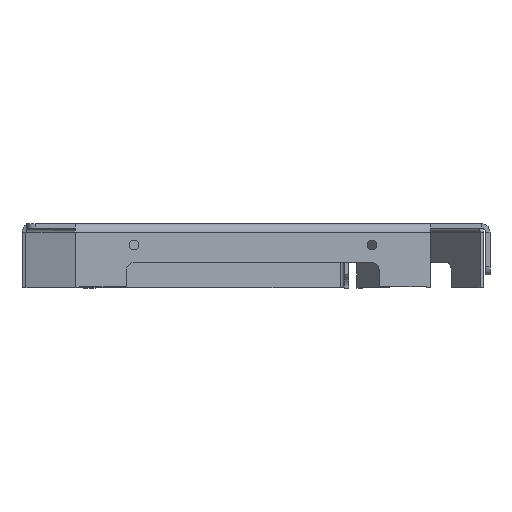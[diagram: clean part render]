
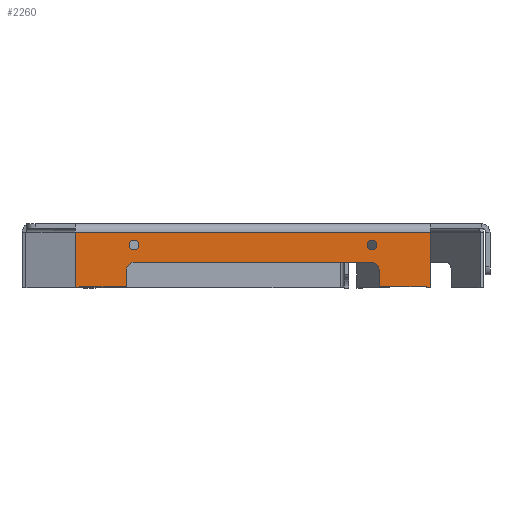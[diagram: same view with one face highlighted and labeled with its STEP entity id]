
A CAD part, top view. The second image highlights one B-rep face of the part: STEP entity #2260.
In plain terms, the highlighted planar face has unit normal (0, 0, 1).
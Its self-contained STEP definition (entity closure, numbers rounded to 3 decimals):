
#55=FACE_BOUND('',#316,.T.);
#56=FACE_BOUND('',#317,.T.);
#57=FACE_BOUND('',#318,.T.);
#93=CIRCLE('',#2399,5.75);
#94=CIRCLE('',#2400,5.75);
#95=CIRCLE('',#2401,10.);
#96=CIRCLE('',#2402,10.);
#316=EDGE_LOOP('',(#1568));
#317=EDGE_LOOP('',(#1569));
#318=EDGE_LOOP('',(#1570,#1571,#1572,#1573,#1574,#1575,#1576,#1577,#1578,
#1579,#1580,#1581,#1582,#1583));
#466=LINE('',#3275,#713);
#468=LINE('',#3281,#715);
#473=LINE('',#3290,#720);
#475=LINE('',#3295,#722);
#517=LINE('',#3390,#764);
#520=LINE('',#3396,#767);
#521=LINE('',#3405,#768);
#522=LINE('',#3408,#769);
#523=LINE('',#3410,#770);
#524=LINE('',#3412,#771);
#525=LINE('',#3414,#772);
#526=LINE('',#3415,#773);
#713=VECTOR('',#2598,55.);
#715=VECTOR('',#2602,55.);
#720=VECTOR('',#2609,0.833);
#722=VECTOR('',#2613,0.833);
#764=VECTOR('',#2685,19.167);
#767=VECTOR('',#2690,5.);
#768=VECTOR('',#2699,277.836);
#769=VECTOR('',#2702,19.167);
#770=VECTOR('',#2703,65.);
#771=VECTOR('',#2704,417.836);
#772=VECTOR('',#2705,65.);
#773=VECTOR('',#2706,5.);
#958=VERTEX_POINT('',#3269);
#960=VERTEX_POINT('',#3273);
#961=VERTEX_POINT('',#3277);
#963=VERTEX_POINT('',#3280);
#966=VERTEX_POINT('',#3287);
#967=VERTEX_POINT('',#3292);
#1006=VERTEX_POINT('',#3388);
#1008=VERTEX_POINT('',#3394);
#1009=VERTEX_POINT('',#3398);
#1010=VERTEX_POINT('',#3400);
#1011=VERTEX_POINT('',#3402);
#1012=VERTEX_POINT('',#3404);
#1013=VERTEX_POINT('',#3406);
#1014=VERTEX_POINT('',#3409);
#1015=VERTEX_POINT('',#3411);
#1016=VERTEX_POINT('',#3413);
#1170=EDGE_CURVE('',#958,#960,#466,.T.);
#1172=EDGE_CURVE('',#963,#961,#468,.T.);
#1177=EDGE_CURVE('',#966,#963,#473,.T.);
#1179=EDGE_CURVE('',#960,#967,#475,.T.);
#1225=EDGE_CURVE('',#961,#1006,#517,.T.);
#1228=EDGE_CURVE('',#1008,#967,#520,.T.);
#1229=EDGE_CURVE('',#1009,#1009,#93,.T.);
#1230=EDGE_CURVE('',#1010,#1010,#94,.T.);
#1231=EDGE_CURVE('',#1011,#1006,#95,.T.);
#1232=EDGE_CURVE('',#1011,#1012,#521,.T.);
#1233=EDGE_CURVE('',#1013,#1012,#96,.T.);
#1234=EDGE_CURVE('',#1013,#958,#522,.T.);
#1235=EDGE_CURVE('',#1014,#1008,#523,.T.);
#1236=EDGE_CURVE('',#1014,#1015,#524,.T.);
#1237=EDGE_CURVE('',#1016,#1015,#525,.T.);
#1238=EDGE_CURVE('',#966,#1016,#526,.T.);
#1568=ORIENTED_EDGE('',*,*,#1229,.T.);
#1569=ORIENTED_EDGE('',*,*,#1230,.T.);
#1570=ORIENTED_EDGE('',*,*,#1177,.T.);
#1571=ORIENTED_EDGE('',*,*,#1172,.T.);
#1572=ORIENTED_EDGE('',*,*,#1225,.T.);
#1573=ORIENTED_EDGE('',*,*,#1231,.F.);
#1574=ORIENTED_EDGE('',*,*,#1232,.T.);
#1575=ORIENTED_EDGE('',*,*,#1233,.F.);
#1576=ORIENTED_EDGE('',*,*,#1234,.T.);
#1577=ORIENTED_EDGE('',*,*,#1170,.T.);
#1578=ORIENTED_EDGE('',*,*,#1179,.T.);
#1579=ORIENTED_EDGE('',*,*,#1228,.F.);
#1580=ORIENTED_EDGE('',*,*,#1235,.F.);
#1581=ORIENTED_EDGE('',*,*,#1236,.T.);
#1582=ORIENTED_EDGE('',*,*,#1237,.F.);
#1583=ORIENTED_EDGE('',*,*,#1238,.F.);
#2170=PLANE('',#2398);
#2260=ADVANCED_FACE('',(#55,#56,#57),#2170,.T.);
#2398=AXIS2_PLACEMENT_3D('',#3397,#2691,#2692);
#2399=AXIS2_PLACEMENT_3D('',#3399,#2693,#2694);
#2400=AXIS2_PLACEMENT_3D('',#3401,#2695,#2696);
#2401=AXIS2_PLACEMENT_3D('',#3403,#2697,#2698);
#2402=AXIS2_PLACEMENT_3D('',#3407,#2700,#2701);
#2598=DIRECTION('',(1.,0.,0.));
#2602=DIRECTION('',(1.,0.,0.));
#2609=DIRECTION('',(0.,1.,0.));
#2613=DIRECTION('',(0.,-1.,0.));
#2685=DIRECTION('',(0.,1.,0.));
#2690=DIRECTION('',(-1.,0.,0.));
#2691=DIRECTION('center_axis',(0.,0.,
1.));
#2692=DIRECTION('ref_axis',(0.,-1.,0.));
#2693=DIRECTION('center_axis',(0.,0.,
-1.));
#2694=DIRECTION('ref_axis',(-1.,0.,0.));
#2695=DIRECTION('center_axis',(0.,0.,
-1.));
#2696=DIRECTION('ref_axis',(-1.,0.,0.));
#2697=DIRECTION('center_axis',(0.,0.,
1.));
#2698=DIRECTION('ref_axis',(-0.707,0.707,0.));
#2699=DIRECTION('',(1.,0.,0.));
#2700=DIRECTION('center_axis',(0.,0.,
1.));
#2701=DIRECTION('ref_axis',(0.707,0.707,0.));
#2702=DIRECTION('',(0.,-1.,0.));
#2703=DIRECTION('',(0.,-1.,0.));
#2704=DIRECTION('',(-1.,0.,0.));
#2705=DIRECTION('',(0.,1.,0.));
#2706=DIRECTION('',(-1.,0.,0.));
#3269=CARTESIAN_POINT('',(502.978,1638.833,2638.));
#3273=CARTESIAN_POINT('',(557.978,1638.833,2638.));
#3275=CARTESIAN_POINT('',(265.851,1638.833,2638.));
#3277=CARTESIAN_POINT('',(205.141,1638.833,2638.));
#3280=CARTESIAN_POINT('',(150.141,1638.833,2638.));
#3281=CARTESIAN_POINT('',(265.851,1638.833,2638.));
#3287=CARTESIAN_POINT('',(150.141,1638.,2638.));
#3290=CARTESIAN_POINT('',(150.141,1657.077,2638.));
#3292=CARTESIAN_POINT('',(557.978,1638.,2638.));
#3295=CARTESIAN_POINT('',(557.978,1657.077,2638.));
#3388=CARTESIAN_POINT('',(205.141,1658.,2638.));
#3390=CARTESIAN_POINT('',(205.141,1657.077,2638.));
#3394=CARTESIAN_POINT('',(562.978,1638.,2638.));
#3396=CARTESIAN_POINT('',(562.978,1638.,2638.));
#3397=CARTESIAN_POINT('Origin',(354.06,1676.155,2638.));
#3398=CARTESIAN_POINT('',(219.81,1688.,2638.));
#3399=CARTESIAN_POINT('Origin',(214.06,1688.,2638.));
#3400=CARTESIAN_POINT('',(499.81,1688.,2638.));
#3401=CARTESIAN_POINT('Origin',(494.06,1688.,2638.));
#3402=CARTESIAN_POINT('',(215.141,1668.,2638.));
#3403=CARTESIAN_POINT('Origin',(215.141,1658.,2638.));
#3404=CARTESIAN_POINT('',(492.978,1668.,2638.));
#3405=CARTESIAN_POINT('',(354.06,1668.,2638.));
#3406=CARTESIAN_POINT('',(502.978,1658.,2638.));
#3407=CARTESIAN_POINT('Origin',(492.978,1658.,2638.));
#3408=CARTESIAN_POINT('',(502.978,1657.077,2638.));
#3409=CARTESIAN_POINT('',(562.978,1703.,2638.));
#3410=CARTESIAN_POINT('',(562.978,1703.,2638.));
#3411=CARTESIAN_POINT('',(145.141,1703.,2638.));
#3412=CARTESIAN_POINT('',(354.06,1703.,2638.));
#3413=CARTESIAN_POINT('',(145.141,1638.,2638.));
#3414=CARTESIAN_POINT('',(145.141,1725.619,2638.));
#3415=CARTESIAN_POINT('',(562.978,1638.,2638.));
